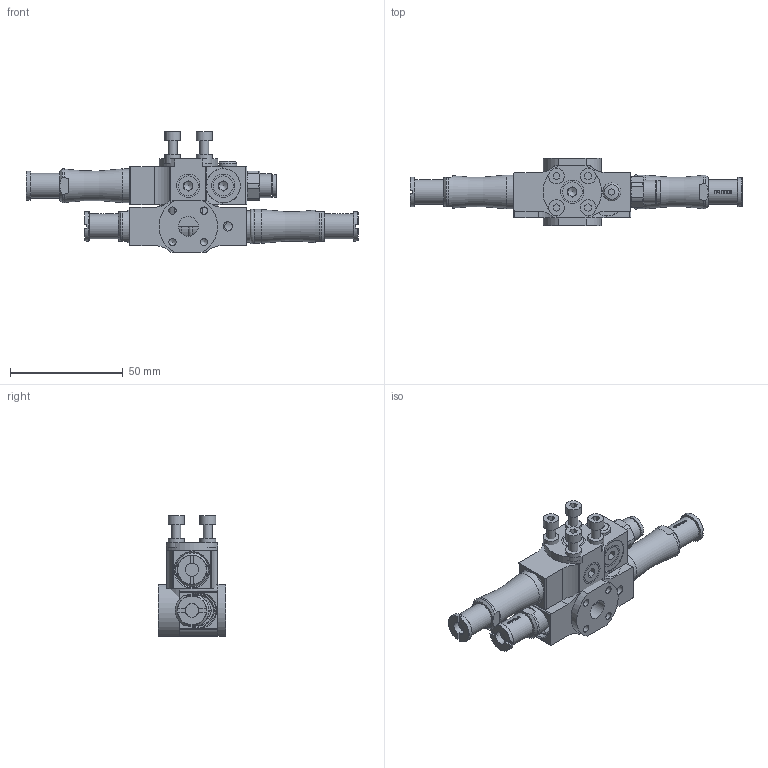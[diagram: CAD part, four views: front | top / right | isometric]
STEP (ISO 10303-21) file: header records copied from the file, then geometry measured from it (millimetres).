
FILE_DESCRIPTION( ( 'STEP AP203' ), '1' );
FILE_NAME( 'VGS3010_AC_00_BA.stp', '2006-03-27T09:27:54', ( ' ' ), ( ' ' ), 'XStep 1.0', ' ', ' ' );
FILE_SCHEMA( ( 'CONFIG_CONTROL_DESIGN) ( )' ) );
Length unit declared in the file: metre
Products named in the file (12): Assem1; Assem2; Assem3; Assem4; Assem5; Assem6; 1; 2; 3; 4; 5; 6
Bounding box: 147.25 x 30 x 53.5 mm (x, y, z)
Volume: 96749.5 mm3; surface area: 57214.5 mm2
Topology: 43 solids, 43 shells, 1188 faces, 2910 edges, 1859 vertices
Faces by surface type: plane 712, cylinder 344, cone 109, torus 19, sphere 4
Full cylindrical faces by diameter (mm): 3.242 x16, 4 x32, 4.134 x4, 5 x4, 5.6 x4, 6 x7, 7 x13, 8 x4, 8.8 x24, 9.73 x4, 10 x4, 10.3 x19, 10.5 x4, 11 x11, 12.917 x4, 13 x3, 14 x6, 15 x7, 15.2 x8, 15.25 x4
Entity records: 8036 total; most frequent: CARTESIAN_POINT 1956, DIRECTION 1178, ORIENTED_EDGE 1054, EDGE_CURVE 527, AXIS2_PLACEMENT_3D 459, VERTEX_POINT 371, EDGE_LOOP 327, FACE_OUTER_BOUND 283
